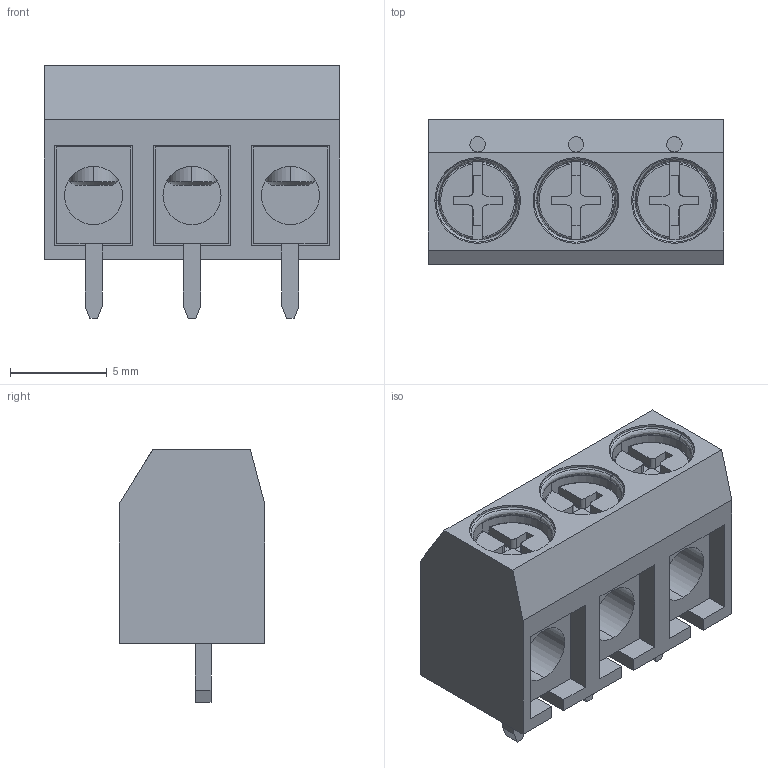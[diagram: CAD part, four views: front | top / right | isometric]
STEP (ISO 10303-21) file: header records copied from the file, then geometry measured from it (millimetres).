
FILE_DESCRIPTION (( 'STEP AP214' ), '1' );
FILE_NAME ('User Library-Terminal block 3 POS.STEP', '2019-05-10T17:33:23', ( '' ), ( '' ), 'SwSTEP 2.0', 'SolidWorks 2019', '' );
FILE_SCHEMA (( 'AUTOMOTIVE_DESIGN' ));
Length unit declared in the file: millimetre
Products named in the file (8): User Library-Terminal block 3 POS__155; User Library-Terminal block 3 POS__752; User Library-Terminal block 3 POS_395443002; User Library-Terminal block 3 POS__532; User Library-Terminal block 3 POS; User Library-Terminal block 3 POS_395443002_2; User Library-Terminal block 3 POS_395443002_3; User Library-Terminal block 3 POS__800
Assembly tree (7 placements, depth 2):
  User Library-Terminal block 3 POS
    User Library-Terminal block 3 POS_395443002
    User Library-Terminal block 3 POS__155
    User Library-Terminal block 3 POS__532
    User Library-Terminal block 3 POS__752
    User Library-Terminal block 3 POS_395443002_2
    User Library-Terminal block 3 POS__800
    User Library-Terminal block 3 POS_395443002_3
Bounding box: 15.24 x 7.5 x 13.05 mm (x, y, z)
Volume: 851 mm3; surface area: 1896.7 mm2
Topology: 7 solids, 7 shells, 260 faces, 678 edges, 444 vertices
Faces by surface type: plane 149, cylinder 54, bspline 39, cone 18
Entity records: 11899 total; most frequent: CARTESIAN_POINT 2376, ORIENTED_EDGE 1356, DIRECTION 1305, EDGE_CURVE 678, AXIS2_PLACEMENT_3D 453, VERTEX_POINT 444, LINE 399, VECTOR 399
